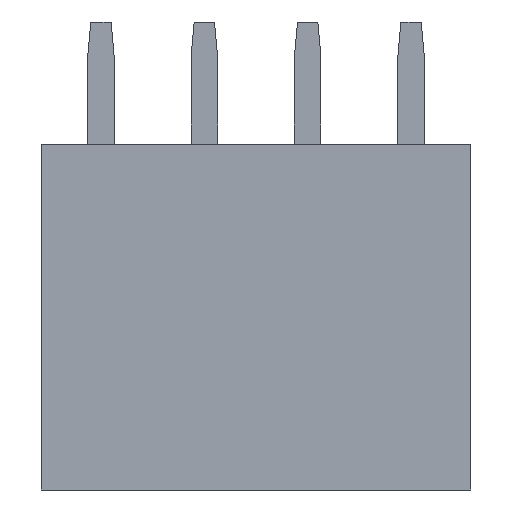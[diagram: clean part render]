
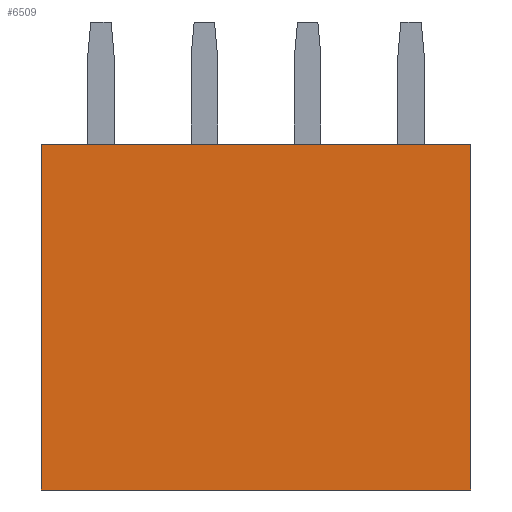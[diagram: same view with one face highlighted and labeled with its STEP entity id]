
A CAD part, front view. The second image highlights one B-rep face of the part: STEP entity #6509.
In plain terms, the highlighted planar face has unit normal (0, -1, 0).
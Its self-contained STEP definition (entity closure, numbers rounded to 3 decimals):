
#4249=DIRECTION('',(-1.,0.,0.));
#4250=VECTOR('',#4249,10.56);
#4251=CARTESIAN_POINT('',(828.83,677.454,0.));
#4252=LINE('',#4251,#4250);
#4368=DIRECTION('',(0.,0.,-1.));
#4369=VECTOR('',#4368,8.5);
#4370=CARTESIAN_POINT('',(828.83,677.454,8.5));
#4371=LINE('',#4370,#4369);
#4389=DIRECTION('',(0.,0.,-1.));
#4390=VECTOR('',#4389,8.5);
#4391=CARTESIAN_POINT('',(818.27,677.454,8.5));
#4392=LINE('',#4391,#4390);
#4396=DIRECTION('',(-1.,0.,0.));
#4397=VECTOR('',#4396,10.56);
#4398=CARTESIAN_POINT('',(828.83,677.454,8.5));
#4399=LINE('',#4398,#4397);
#6066=CARTESIAN_POINT('',(828.83,677.454,0.));
#6067=CARTESIAN_POINT('',(818.27,677.454,0.));
#6068=VERTEX_POINT('',#6066);
#6069=VERTEX_POINT('',#6067);
#6106=CARTESIAN_POINT('',(818.27,677.454,8.5));
#6108=VERTEX_POINT('',#6106);
#6112=CARTESIAN_POINT('',(828.83,677.454,8.5));
#6113=VERTEX_POINT('',#6112);
#6497=CARTESIAN_POINT('',(828.83,677.454,0.));
#6498=DIRECTION('',(0.,-1.,0.));
#6499=DIRECTION('',(-1.,0.,0.));
#6500=AXIS2_PLACEMENT_3D('',#6497,#6498,#6499);
#6501=PLANE('',#6500);
#6502=ORIENTED_EDGE('',*,*,#6361,.T.);
#6503=ORIENTED_EDGE('',*,*,#6435,.F.);
#6505=ORIENTED_EDGE('',*,*,#6504,.F.);
#6506=ORIENTED_EDGE('',*,*,#6474,.T.);
#6507=EDGE_LOOP('',(#6502,#6503,#6505,#6506));
#6508=FACE_OUTER_BOUND('',#6507,.F.);
#6361=EDGE_CURVE('',#6068,#6069,#4252,.T.);
#6435=EDGE_CURVE('',#6108,#6069,#4392,.T.);
#6474=EDGE_CURVE('',#6113,#6068,#4371,.T.);
#6504=EDGE_CURVE('',#6113,#6108,#4399,.T.);
#6509=ADVANCED_FACE('',(#6508),#6501,.T.);
